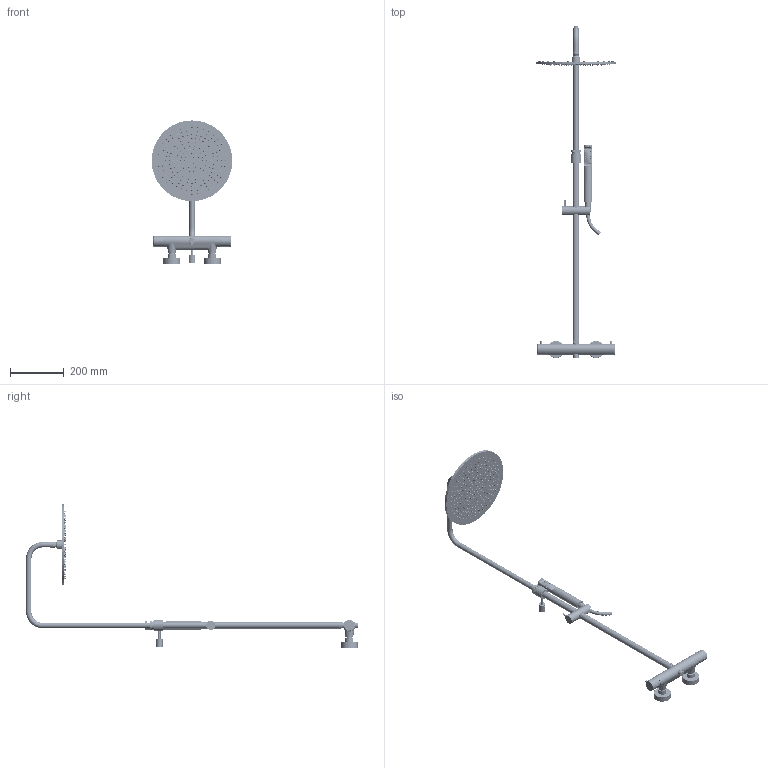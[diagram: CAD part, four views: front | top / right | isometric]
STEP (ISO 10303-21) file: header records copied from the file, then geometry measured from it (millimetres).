
FILE_DESCRIPTION((''),'2;1');
FILE_NAME('ZCOL638KLIQCR','2021-11-11T13:43:46',('ut3'),('PAFFONI SpA'),'CREO PARAMETRIC BY PTC INC, 2020044','CREO PARAMETRIC BY PTC INC, 2020044','');
FILE_SCHEMA(('CONFIG_CONTROL_DESIGN','SHAPE_APPEARANCE_LAYERS_GROUPS'));
Products named in the file (1): ZCOL638KLIQCR
Bounding box: 300.44 x 1235.1 x 532.92 mm (x, y, z)
Volume: 780324.3 mm3; surface area: 768700 mm2
Topology: 10 solids, 10 shells, 9657 faces, 22299 edges, 13288 vertices
Faces by surface type: torus 3582, plane 2599, cylinder 2483, cone 741, bspline 202, sphere 50
Entity records: 411093 total; most frequent: CARTESIAN_POINT 119841, DIRECTION 50325, ORIENTED_EDGE 44558, AXIS2_PLACEMENT_3D 22374, EDGE_CURVE 22279, VERTEX_POINT 13287, CIRCLE 12919, EDGE_LOOP 11616
